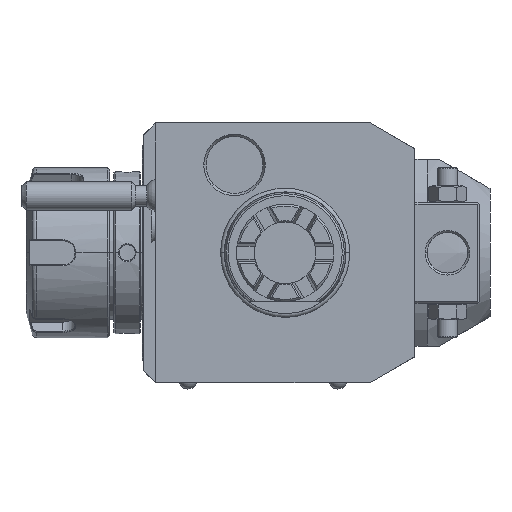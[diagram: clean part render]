
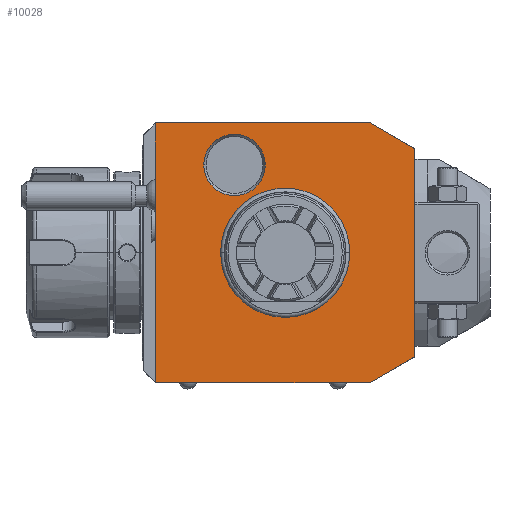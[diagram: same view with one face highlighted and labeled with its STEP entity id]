
A CAD part, front view. The second image highlights one B-rep face of the part: STEP entity #10028.
In plain terms, the highlighted planar face has unit normal (0, -1, 0).
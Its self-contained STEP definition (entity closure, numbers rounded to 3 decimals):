
#1=DIRECTION('',(0.866,0.,0.5));
#2=VECTOR('',#1,12.702);
#3=CARTESIAN_POINT('',(21.,0.,-32.));
#4=LINE('',#3,#2);
#5=DIRECTION('',(1.,0.,0.));
#6=VECTOR('',#5,53.);
#7=CARTESIAN_POINT('',(-32.,0.,-32.));
#8=LINE('',#7,#6);
#9=DIRECTION('',(0.,0.,-1.));
#10=VECTOR('',#9,64.);
#11=CARTESIAN_POINT('',(-32.,0.,32.));
#12=LINE('',#11,#10);
#13=DIRECTION('',(-1.,0.,0.));
#14=VECTOR('',#13,53.);
#15=CARTESIAN_POINT('',(21.,0.,32.));
#16=LINE('',#15,#14);
#17=DIRECTION('',(-0.866,0.,0.5));
#18=VECTOR('',#17,12.702);
#19=CARTESIAN_POINT('',(32.,0.,25.649));
#20=LINE('',#19,#18);
#21=DIRECTION('',(0.,0.,1.));
#22=VECTOR('',#21,51.298);
#23=CARTESIAN_POINT('',(32.,0.,-25.649));
#24=LINE('',#23,#22);
#25=CARTESIAN_POINT('',(-12.5,0.,21.651));
#26=DIRECTION('',(0.,1.,0.));
#27=DIRECTION('',(1.,0.,0.));
#28=AXIS2_PLACEMENT_3D('',#25,#26,#27);
#30=CARTESIAN_POINT('',(-12.5,0.,21.651));
#31=DIRECTION('',(0.,1.,0.));
#32=DIRECTION('',(-1.,0.,0.));
#33=AXIS2_PLACEMENT_3D('',#30,#31,#32);
#7186=CARTESIAN_POINT('',(0.,0.,0.));
#7187=DIRECTION('',(0.,-1.,0.));
#7188=DIRECTION('',(1.,0.,0.));
#7189=AXIS2_PLACEMENT_3D('',#7186,#7187,#7188);
#7191=CARTESIAN_POINT('',(0.,0.,0.));
#7192=DIRECTION('',(0.,-1.,0.));
#7193=DIRECTION('',(-1.,0.,0.));
#7194=AXIS2_PLACEMENT_3D('',#7191,#7192,#7193);
#8969=CARTESIAN_POINT('',(-4.923,0.,
21.651));
#8970=CARTESIAN_POINT('',(-20.077,0.,
21.651));
#8971=VERTEX_POINT('',#8969);
#8972=VERTEX_POINT('',#8970);
#9755=CARTESIAN_POINT('',(21.,0.,-32.));
#9756=CARTESIAN_POINT('',(32.,0.,-25.649));
#9757=VERTEX_POINT('',#9755);
#9758=VERTEX_POINT('',#9756);
#9759=CARTESIAN_POINT('',(32.,0.,25.649));
#9760=VERTEX_POINT('',#9759);
#9761=CARTESIAN_POINT('',(21.,0.,32.));
#9762=VERTEX_POINT('',#9761);
#9763=CARTESIAN_POINT('',(-32.,0.,32.));
#9764=VERTEX_POINT('',#9763);
#9765=CARTESIAN_POINT('',(-32.,0.,-32.));
#9766=VERTEX_POINT('',#9765);
#9875=CARTESIAN_POINT('',(15.783,0.,0.));
#9876=CARTESIAN_POINT('',(-15.783,0.,0.));
#9877=VERTEX_POINT('',#9875);
#9878=VERTEX_POINT('',#9876);
#9997=CARTESIAN_POINT('',(0.,0.,0.));
#9998=DIRECTION('',(0.,-1.,0.));
#9999=DIRECTION('',(-1.,0.,0.));
#10000=AXIS2_PLACEMENT_3D('',#9997,#9998,#9999);
#10001=PLANE('',#10000);
#10003=ORIENTED_EDGE('',*,*,#10002,.F.);
#10005=ORIENTED_EDGE('',*,*,#10004,.F.);
#10007=ORIENTED_EDGE('',*,*,#10006,.F.);
#10009=ORIENTED_EDGE('',*,*,#10008,.F.);
#10011=ORIENTED_EDGE('',*,*,#10010,.F.);
#10013=ORIENTED_EDGE('',*,*,#10012,.F.);
#10014=EDGE_LOOP('',(#10003,#10005,#10007,#10009,#10011,#10013));
#10015=FACE_OUTER_BOUND('',#10014,.F.);
#10017=ORIENTED_EDGE('',*,*,#10016,.T.);
#10019=ORIENTED_EDGE('',*,*,#10018,.T.);
#10020=EDGE_LOOP('',(#10017,#10019));
#10021=FACE_BOUND('',#10020,.F.);
#10023=ORIENTED_EDGE('',*,*,#10022,.F.);
#10025=ORIENTED_EDGE('',*,*,#10024,.F.);
#10026=EDGE_LOOP('',(#10023,#10025));
#10027=FACE_BOUND('',#10026,.F.);
#29=CIRCLE('',#28,7.577);
#34=CIRCLE('',#33,7.577);
#7190=CIRCLE('',#7189,15.783);
#7195=CIRCLE('',#7194,15.783);
#10002=EDGE_CURVE('',#9757,#9758,#4,.T.);
#10004=EDGE_CURVE('',#9766,#9757,#8,.T.);
#10006=EDGE_CURVE('',#9764,#9766,#12,.T.);
#10008=EDGE_CURVE('',#9762,#9764,#16,.T.);
#10010=EDGE_CURVE('',#9760,#9762,#20,.T.);
#10012=EDGE_CURVE('',#9758,#9760,#24,.T.);
#10016=EDGE_CURVE('',#9877,#9878,#7190,.T.);
#10018=EDGE_CURVE('',#9878,#9877,#7195,.T.);
#10022=EDGE_CURVE('',#8971,#8972,#29,.T.);
#10024=EDGE_CURVE('',#8972,#8971,#34,.T.);
#10028=ADVANCED_FACE('',(#10015,#10021,#10027),#10001,.T.);
